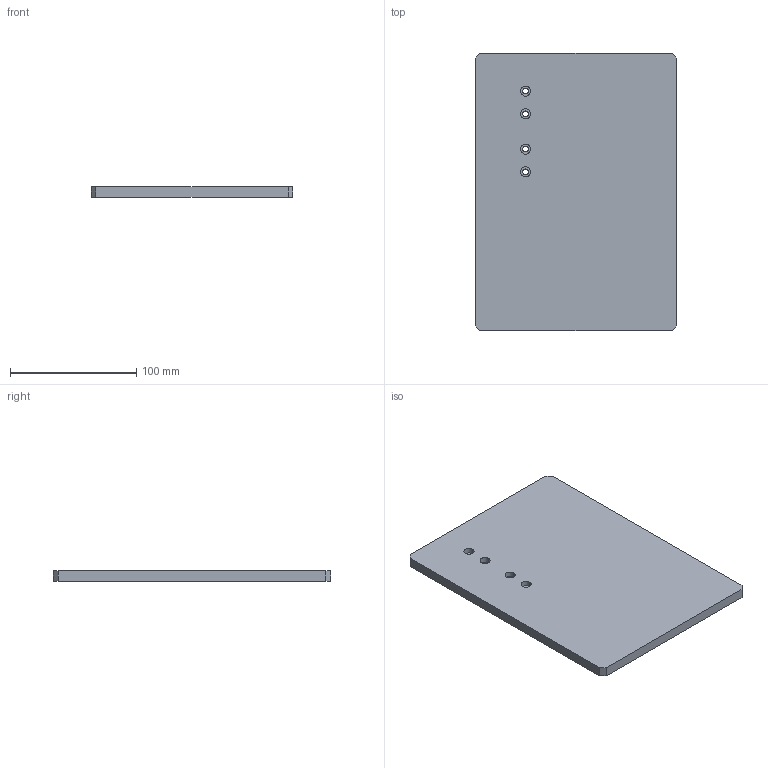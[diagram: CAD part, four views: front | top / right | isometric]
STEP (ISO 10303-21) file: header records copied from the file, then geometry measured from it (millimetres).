
FILE_DESCRIPTION (( 'STEP AP214' ), '1' );
FILE_NAME ('Socle.STEP', '2021-06-07T08:09:19', ( '' ), ( '' ), 'SwSTEP 2.0', 'SolidWorks 2019', '' );
FILE_SCHEMA (( 'AUTOMOTIVE_DESIGN' ));
Length unit declared in the file: millimetre
Products named in the file (1): Socle
Bounding box: 160 x 220 x 8 mm (x, y, z)
Volume: 280255.3 mm3; surface area: 76869.7 mm2
Topology: 1 solids, 1 shells, 30 faces, 72 edges, 48 vertices
Faces by surface type: cylinder 16, plane 14
Entity records: 938 total; most frequent: DIRECTION 166, CARTESIAN_POINT 151, ORIENTED_EDGE 144, EDGE_CURVE 72, AXIS2_PLACEMENT_3D 63, VERTEX_POINT 48, EDGE_LOOP 42, LINE 40
